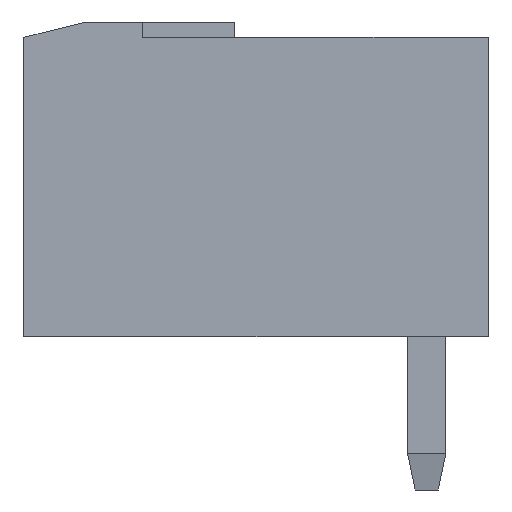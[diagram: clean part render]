
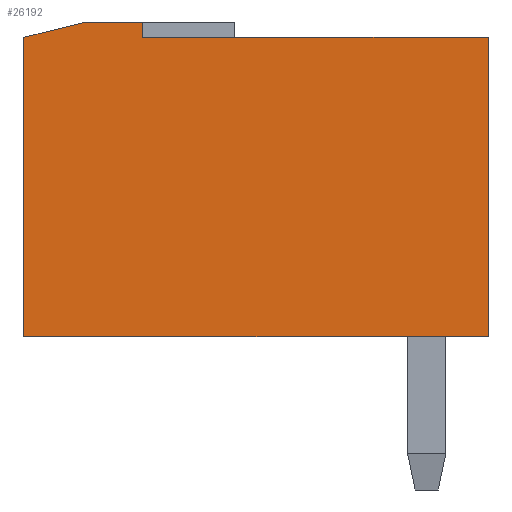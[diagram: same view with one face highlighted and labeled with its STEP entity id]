
A CAD part, left-side view. The second image highlights one B-rep face of the part: STEP entity #26192.
In plain terms, the highlighted planar face has unit normal (-1, 0, 0).
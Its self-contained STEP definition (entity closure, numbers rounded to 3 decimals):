
#419 = VECTOR ( 'NONE', #23181, 1000. ) ;
#700 = EDGE_CURVE ( 'NONE', #17224, #2832, #22530, .T. ) ;
#797 = LINE ( 'NONE', #11142, #3201 ) ;
#1359 = VECTOR ( 'NONE', #11854, 1000. ) ;
#1650 = PLANE ( 'NONE',  #26405 ) ;
#1866 = DIRECTION ( 'NONE',  ( 0., 0., 1. ) ) ;
#2191 = EDGE_LOOP ( 'NONE', ( #14023, #24833, #7365, #17882, #7069, #10359, #3288 ) ) ;
#2258 = LINE ( 'NONE', #7182, #419 ) ;
#2628 = CARTESIAN_POINT ( 'NONE',  ( -4.3, 10.5, 8.2 ) ) ;
#2832 = VERTEX_POINT ( 'NONE', #8894 ) ;
#2834 = DIRECTION ( 'NONE',  ( 0., 1., 0. ) ) ;
#3201 = VECTOR ( 'NONE', #21437, 1000. ) ;
#3288 = ORIENTED_EDGE ( 'NONE', *, *, #24019, .F. ) ;
#4037 = EDGE_CURVE ( 'NONE', #29761, #16682, #797, .T. ) ;
#4115 = CARTESIAN_POINT ( 'NONE',  ( -4.3, 10.5, 8.2 ) ) ;
#6270 = VERTEX_POINT ( 'NONE', #2628 ) ;
#6741 = DIRECTION ( 'NONE',  ( 0., 0., 1. ) ) ;
#7069 = ORIENTED_EDGE ( 'NONE', *, *, #21048, .T. ) ;
#7166 = VECTOR ( 'NONE', #12579, 1000. ) ;
#7182 = CARTESIAN_POINT ( 'NONE',  ( -4.3, 0., 0. ) ) ;
#7365 = ORIENTED_EDGE ( 'NONE', *, *, #4037, .T. ) ;
#8470 = VECTOR ( 'NONE', #19647, 1000. ) ;
#8882 = EDGE_CURVE ( 'NONE', #6270, #23893, #16889, .T. ) ;
#8894 = CARTESIAN_POINT ( 'NONE',  ( -4.3, 12.1, 0. ) ) ;
#10359 = ORIENTED_EDGE ( 'NONE', *, *, #8882, .T. ) ;
#11142 = CARTESIAN_POINT ( 'NONE',  ( -4.3, -8.907, 7.8 ) ) ;
#11854 = DIRECTION ( 'NONE',  ( 0., 0.97, -0.243 ) ) ;
#11992 = LINE ( 'NONE', #25024, #21103 ) ;
#12096 = CARTESIAN_POINT ( 'NONE',  ( -4.3, 12.1, 0. ) ) ;
#12579 = DIRECTION ( 'NONE',  ( 0., 0., 1. ) ) ;
#12735 = LINE ( 'NONE', #12096, #7166 ) ;
#13427 = CARTESIAN_POINT ( 'NONE',  ( -4.3, 9., 8.2 ) ) ;
#13595 = LINE ( 'NONE', #13427, #28567 ) ;
#14023 = ORIENTED_EDGE ( 'NONE', *, *, #700, .F. ) ;
#16682 = VERTEX_POINT ( 'NONE', #22751 ) ;
#16889 = LINE ( 'NONE', #4115, #1359 ) ;
#17224 = VERTEX_POINT ( 'NONE', #31424 ) ;
#17882 = ORIENTED_EDGE ( 'NONE', *, *, #32928, .T. ) ;
#19181 = CARTESIAN_POINT ( 'NONE',  ( -4.3, 12.1, 7.8 ) ) ;
#19554 = CARTESIAN_POINT ( 'NONE',  ( -4.3, -8.907, 0. ) ) ;
#19647 = DIRECTION ( 'NONE',  ( 0., 1., 0. ) ) ;
#20610 = EDGE_CURVE ( 'NONE', #17224, #29761, #2258, .T. ) ;
#21048 = EDGE_CURVE ( 'NONE', #21317, #6270, #13595, .T. ) ;
#21103 = VECTOR ( 'NONE', #1866, 1000. ) ;
#21317 = VERTEX_POINT ( 'NONE', #26971 ) ;
#21437 = DIRECTION ( 'NONE',  ( 0., 1., 0. ) ) ;
#22530 = LINE ( 'NONE', #32675, #8470 ) ;
#22751 = CARTESIAN_POINT ( 'NONE',  ( -4.3, 9., 7.8 ) ) ;
#23181 = DIRECTION ( 'NONE',  ( 0., 0., 1. ) ) ;
#23893 = VERTEX_POINT ( 'NONE', #19181 ) ;
#24019 = EDGE_CURVE ( 'NONE', #2832, #23893, #12735, .T. ) ;
#24833 = ORIENTED_EDGE ( 'NONE', *, *, #20610, .T. ) ;
#25024 = CARTESIAN_POINT ( 'NONE',  ( -4.3, 9., 7.8 ) ) ;
#26192 = ADVANCED_FACE ( 'NONE', ( #33263 ), #1650, .T. ) ;
#26405 = AXIS2_PLACEMENT_3D ( 'NONE', #19554, #29899, #6741 ) ;
#26971 = CARTESIAN_POINT ( 'NONE',  ( -4.3, 9., 8.2 ) ) ;
#28567 = VECTOR ( 'NONE', #2834, 1000. ) ;
#29761 = VERTEX_POINT ( 'NONE', #30874 ) ;
#29899 = DIRECTION ( 'NONE',  ( -1., 0., 0. ) ) ;
#30874 = CARTESIAN_POINT ( 'NONE',  ( -4.3, 0., 7.8 ) ) ;
#31424 = CARTESIAN_POINT ( 'NONE',  ( -4.3, 0., 0. ) ) ;
#32675 = CARTESIAN_POINT ( 'NONE',  ( -4.3, -8.907, 0. ) ) ;
#32928 = EDGE_CURVE ( 'NONE', #16682, #21317, #11992, .T. ) ;
#33263 = FACE_OUTER_BOUND ( 'NONE', #2191, .T. ) ;
